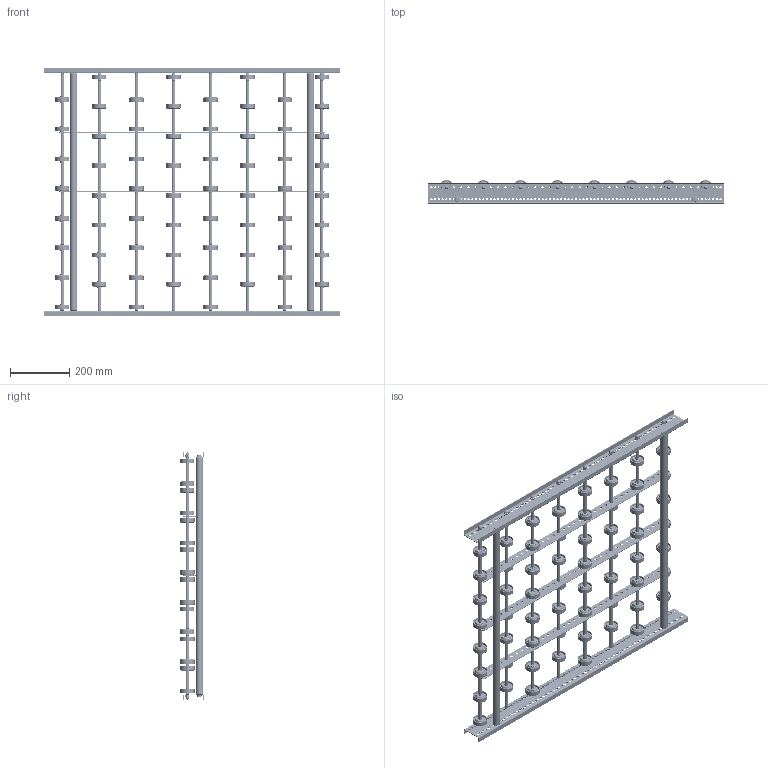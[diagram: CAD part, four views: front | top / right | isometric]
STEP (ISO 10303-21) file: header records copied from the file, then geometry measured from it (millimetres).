
FILE_DESCRIPTION (( 'STEP AP214' ), '1' );
FILE_NAME ('0052403.step', '2021-10-26T13:13:08', ( '' ), ( '' ), 'SwSTEP 2.0', 'SolidWorks 2020', '' );
FILE_SCHEMA (( 'AUTOMOTIVE_DESIGN' ));
Length unit declared in the file: millimetre
Products named in the file (10): S100100_Längstraverse-42x2,5_L„ngstraverse-RB-L899; Traversen_KFG_L800; S100994_Sperrzahnschraube_M08x16-8.8-A2K; Profil_LRB-20x70x20x2_KFG_S100200_U-PROFIL-20-70-20-2-LRB-L=1000; Hutmutter_DIN_1587_M8; 0052403; 0011532_2300-48-8; S106837_Gewindestange-M8-KFG_L820; 0046278_KB-ROHR-12X1,75mm_KFG_L75; Röllchenachse-für-Konfiguration_EL800
Assembly tree (52 placements, depth 3):
  0052403
    Profil_LRB-20x70x20x2_KFG_S100200_U-PROFIL-20-70-20-2-LRB-L=1000  x2
    S100994_Sperrzahnschraube_M08x16-8.8-A2K  x4
    Traversen_KFG_L800  x2
    Röllchenachse-für-Konfiguration_EL800  x8
      S106837_Gewindestange-M8-KFG_L820
      0011532_2300-48-8
      0046278_KB-ROHR-12X1,75mm_KFG_L75
    S100100_Längstraverse-42x2,5_L„ngstraverse-RB-L899  x3
    Hutmutter_DIN_1587_M8  x16
Bounding box: 1000 x 78.99 x 840 mm (x, y, z)
Volume: 2658488.6 mm3; surface area: 2008499.2 mm2
Topology: 167 solids, 167 shells, 6470 faces, 13952 edges, 8376 vertices
Faces by surface type: cylinder 2404, torus 2064, plane 1114, cone 872, bspline 16
Entity records: 21342 total; most frequent: DIRECTION 3849, CARTESIAN_POINT 3722, ORIENTED_EDGE 3216, AXIS2_PLACEMENT_3D 1665, EDGE_CURVE 1608, VERTEX_POINT 1042, EDGE_LOOP 1012, CIRCLE 1009
